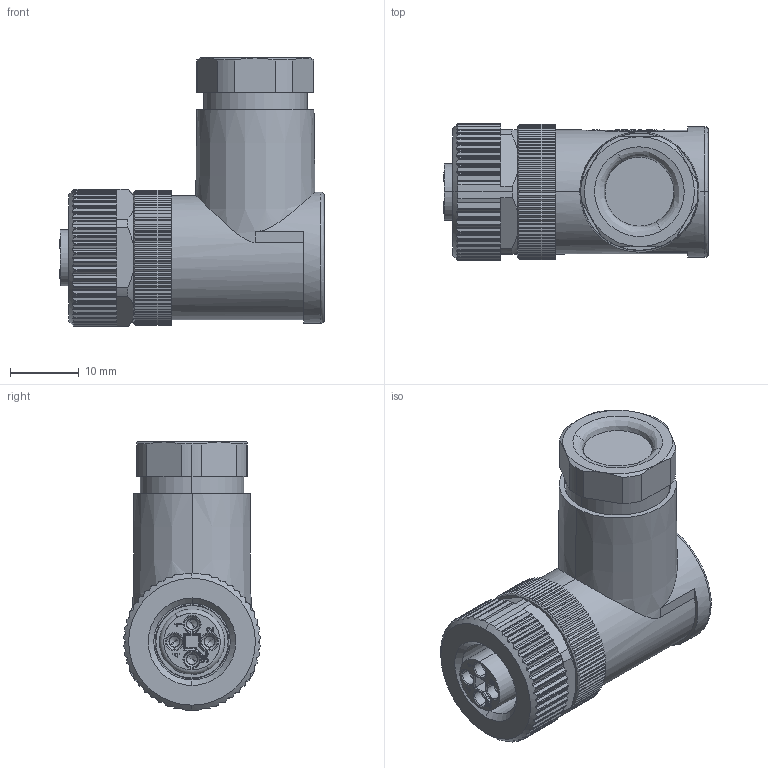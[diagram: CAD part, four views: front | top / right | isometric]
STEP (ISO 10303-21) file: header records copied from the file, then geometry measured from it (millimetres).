
FILE_DESCRIPTION (( 'STEP AP203' ), '1' );
FILE_NAME ('P175.STEP', '2020-05-12T09:06:07', ( 'edpusr' ), ( 'Microsoft' ), 'SwSTEP 2.0', 'SolidWorks 2015', '' );
FILE_SCHEMA (( 'CONFIG_CONTROL_DESIGN' ));
Length unit declared in the file: millimetre
Products named in the file (1): P175
Bounding box: 38.4 x 19.96 x 38.92 mm (x, y, z)
Volume: 14142.4 mm3; surface area: 6381 mm2
Topology: 1 solids, 5 shells, 1160 faces, 3263 edges, 2147 vertices
Faces by surface type: plane 473, cylinder 400, bspline 198, cone 59, torus 30
Entity records: 44783 total; most frequent: CARTESIAN_POINT 16531, ORIENTED_EDGE 6510, DIRECTION 5006, EDGE_CURVE 3255, VERTEX_POINT 2147, AXIS2_PLACEMENT_3D 1729, VECTOR 1548, LINE 1548
